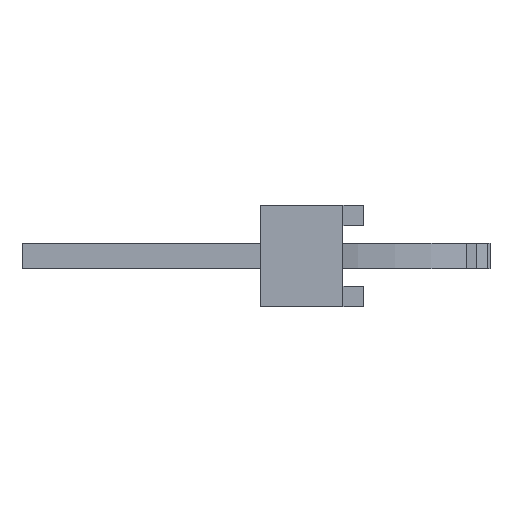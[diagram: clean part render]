
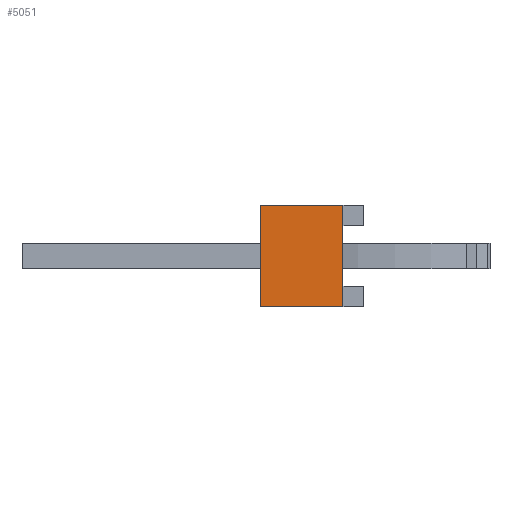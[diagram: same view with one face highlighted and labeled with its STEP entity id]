
A CAD part, left-side view. The second image highlights one B-rep face of the part: STEP entity #5051.
In plain terms, the highlighted planar face has unit normal (-1, 0, 0).
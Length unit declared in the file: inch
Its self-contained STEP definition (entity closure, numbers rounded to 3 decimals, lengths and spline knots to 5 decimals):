
#1127=ORIENTED_EDGE('',*,*,#1977,.T.);
#1128=ORIENTED_EDGE('',*,*,#2096,.T.);
#1129=ORIENTED_EDGE('',*,*,#2049,.F.);
#1130=ORIENTED_EDGE('',*,*,#1806,.F.);
#1806=EDGE_CURVE('',#2442,#2443,#2950,.T.);
#1977=EDGE_CURVE('',#2442,#2582,#3121,.T.);
#2049=EDGE_CURVE('',#2443,#2636,#3193,.T.);
#2096=EDGE_CURVE('',#2582,#2636,#3240,.T.);
#2442=VERTEX_POINT('',#7312);
#2443=VERTEX_POINT('',#7314);
#2582=VERTEX_POINT('',#7657);
#2636=VERTEX_POINT('',#7797);
#2950=LINE('',#7313,#3622);
#3121=LINE('',#7658,#3793);
#3193=LINE('',#7796,#3865);
#3240=LINE('',#7882,#3912);
#3622=VECTOR('',#5984,39.37008);
#3793=VECTOR('',#6223,39.37008);
#3865=VECTOR('',#6321,39.37008);
#3912=VECTOR('',#6382,39.37008);
#4271=EDGE_LOOP('',(#1127,#1128,#1129,#1130));
#4555=FACE_BOUND('',#4271,.T.);
#4791=PLANE('',#5386);
#5051=ADVANCED_FACE('',(#4555),#4791,.F.);
#5386=AXIS2_PLACEMENT_3D('',#8067,#6519,#6520);
#5984=DIRECTION('',(0.,0.,1.));
#6223=DIRECTION('',(0.,-1.,0.));
#6321=DIRECTION('',(0.,-1.,0.));
#6382=DIRECTION('',(0.,0.,1.));
#6519=DIRECTION('',(1.,0.,0.));
#6520=DIRECTION('',(0.,0.,-1.));
#7312=CARTESIAN_POINT('',(-0.2,0.1,-0.049));
#7313=CARTESIAN_POINT('',(-0.2,0.1,-0.049));
#7314=CARTESIAN_POINT('',(-0.2,0.1,0.049));
#7657=CARTESIAN_POINT('',(-0.2,0.02,-0.049));
#7658=CARTESIAN_POINT('',(-0.2,0.1,-0.049));
#7796=CARTESIAN_POINT('',(-0.2,0.1,0.049));
#7797=CARTESIAN_POINT('',(-0.2,0.02,0.049));
#7882=CARTESIAN_POINT('',(-0.2,0.02,-0.049));
#8067=CARTESIAN_POINT('',(-0.2,0.1,-0.049));
